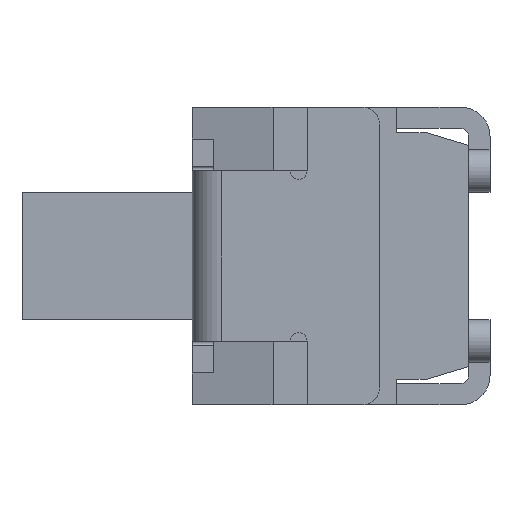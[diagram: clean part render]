
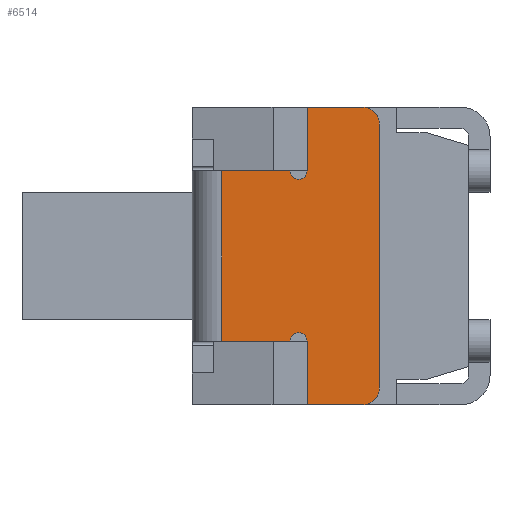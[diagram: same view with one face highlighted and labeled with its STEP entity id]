
A CAD part, left-side view. The second image highlights one B-rep face of the part: STEP entity #6514.
In plain terms, the highlighted planar face has unit normal (-1, 0, 0).
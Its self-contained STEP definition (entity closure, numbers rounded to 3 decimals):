
#62 = VERTEX_POINT ( 'NONE', #8471 ) ;
#101 = DIRECTION ( 'NONE',  ( 0., 0., 1. ) ) ;
#371 = CARTESIAN_POINT ( 'NONE',  ( -4.25, 3.25, 1. ) ) ;
#467 = LINE ( 'NONE', #3267, #6871 ) ;
#629 = LINE ( 'NONE', #2152, #5275 ) ;
#710 = VERTEX_POINT ( 'NONE', #1715 ) ;
#720 = CARTESIAN_POINT ( 'NONE',  ( -4.25, 2.15, 0. ) ) ;
#825 = CARTESIAN_POINT ( 'NONE',  ( -4.25, 1.5, 1.55 ) ) ;
#839 = AXIS2_PLACEMENT_3D ( 'NONE', #5179, #1898, #3186 ) ;
#868 = VERTEX_POINT ( 'NONE', #8515 ) ;
#900 = CARTESIAN_POINT ( 'NONE',  ( -4.25, 3.15, 1. ) ) ;
#938 = CIRCLE ( 'NONE', #5681, 0.2 ) ;
#952 = AXIS2_PLACEMENT_3D ( 'NONE', #6299, #6961, #6987 ) ;
#1195 = ORIENTED_EDGE ( 'NONE', *, *, #4374, .F. ) ;
#1228 = VECTOR ( 'NONE', #4645, 1000. ) ;
#1271 = VERTEX_POINT ( 'NONE', #3274 ) ;
#1446 = CARTESIAN_POINT ( 'NONE',  ( -4.25, 2.15, 1. ) ) ;
#1477 = VECTOR ( 'NONE', #2109, 1000. ) ;
#1531 = CARTESIAN_POINT ( 'NONE',  ( -4.25, 2.15, 0. ) ) ;
#1554 = VERTEX_POINT ( 'NONE', #7609 ) ;
#1619 = EDGE_CURVE ( 'NONE', #62, #5697, #3637, .T. ) ;
#1646 = ORIENTED_EDGE ( 'NONE', *, *, #4594, .T. ) ;
#1715 = CARTESIAN_POINT ( 'NONE',  ( -4.25, 2.15, -1.75 ) ) ;
#1720 = AXIS2_PLACEMENT_3D ( 'NONE', #7587, #3589, #7529 ) ;
#1826 = CARTESIAN_POINT ( 'NONE',  ( -4.25, 1.3, -1.55 ) ) ;
#1898 = DIRECTION ( 'NONE',  ( 1., 0., 0. ) ) ;
#1995 = ORIENTED_EDGE ( 'NONE', *, *, #7871, .F. ) ;
#2109 = DIRECTION ( 'NONE',  ( 0., 0., 1. ) ) ;
#2120 = DIRECTION ( 'NONE',  ( 0., 1., 0. ) ) ;
#2152 = CARTESIAN_POINT ( 'NONE',  ( -4.25, 0., 1.75 ) ) ;
#2187 = CARTESIAN_POINT ( 'NONE',  ( -4.25, 2.35, -1. ) ) ;
#2265 = EDGE_CURVE ( 'NONE', #7857, #6737, #2687, .T. ) ;
#2353 = VERTEX_POINT ( 'NONE', #1446 ) ;
#2383 = ORIENTED_EDGE ( 'NONE', *, *, #8189, .F. ) ;
#2619 = DIRECTION ( 'NONE',  ( -1., 0., 0. ) ) ;
#2635 = LINE ( 'NONE', #4703, #7291 ) ;
#2646 = DIRECTION ( 'NONE',  ( 0., -1., 0. ) ) ;
#2665 = DIRECTION ( 'NONE',  ( 0., 0., -1. ) ) ;
#2687 = LINE ( 'NONE', #8028, #1228 ) ;
#2789 = DIRECTION ( 'NONE',  ( 0., -1., 0. ) ) ;
#3146 = EDGE_CURVE ( 'NONE', #6737, #1554, #7937, .T. ) ;
#3186 = DIRECTION ( 'NONE',  ( 0., 1., 0. ) ) ;
#3267 = CARTESIAN_POINT ( 'NONE',  ( -4.25, 1.3, 0. ) ) ;
#3274 = CARTESIAN_POINT ( 'NONE',  ( -4.25, 1.5, 1.75 ) ) ;
#3547 = VERTEX_POINT ( 'NONE', #4566 ) ;
#3589 = DIRECTION ( 'NONE',  ( -1., 0., 0. ) ) ;
#3637 = CIRCLE ( 'NONE', #952, 0.2 ) ;
#3686 = ORIENTED_EDGE ( 'NONE', *, *, #7081, .F. ) ;
#3978 = LINE ( 'NONE', #5819, #8305 ) ;
#3979 = ORIENTED_EDGE ( 'NONE', *, *, #7797, .F. ) ;
#4115 = DIRECTION ( 'NONE',  ( -1., 0., 0. ) ) ;
#4142 = FACE_OUTER_BOUND ( 'NONE', #6883, .T. ) ;
#4374 = EDGE_CURVE ( 'NONE', #2353, #7021, #5161, .T. ) ;
#4476 = LINE ( 'NONE', #720, #1477 ) ;
#4525 = ORIENTED_EDGE ( 'NONE', *, *, #6682, .F. ) ;
#4566 = CARTESIAN_POINT ( 'NONE',  ( -4.25, 1.3, 1.55 ) ) ;
#4594 = EDGE_CURVE ( 'NONE', #3547, #1271, #938, .T. ) ;
#4645 = DIRECTION ( 'NONE',  ( 0., 0., 1. ) ) ;
#4703 = CARTESIAN_POINT ( 'NONE',  ( -4.25, 0., -1.75 ) ) ;
#4849 = DIRECTION ( 'NONE',  ( 0., -1., 0. ) ) ;
#4943 = DIRECTION ( 'NONE',  ( 0., -1., 0. ) ) ;
#5161 = LINE ( 'NONE', #1531, #6298 ) ;
#5179 = CARTESIAN_POINT ( 'NONE',  ( -4.25, 0., 0. ) ) ;
#5218 = CARTESIAN_POINT ( 'NONE',  ( -4.25, 2.25, -1. ) ) ;
#5262 = EDGE_CURVE ( 'NONE', #1554, #2353, #6491, .T. ) ;
#5275 = VECTOR ( 'NONE', #4849, 1000. ) ;
#5681 = AXIS2_PLACEMENT_3D ( 'NONE', #825, #4115, #2789 ) ;
#5697 = VERTEX_POINT ( 'NONE', #1826 ) ;
#5819 = CARTESIAN_POINT ( 'NONE',  ( -4.25, 2.25, -1. ) ) ;
#6043 = ORIENTED_EDGE ( 'NONE', *, *, #1619, .T. ) ;
#6267 = CIRCLE ( 'NONE', #6869, 0.1 ) ;
#6298 = VECTOR ( 'NONE', #101, 1000. ) ;
#6299 = CARTESIAN_POINT ( 'NONE',  ( -4.25, 1.5, -1.55 ) ) ;
#6437 = ORIENTED_EDGE ( 'NONE', *, *, #8463, .F. ) ;
#6451 = CARTESIAN_POINT ( 'NONE',  ( -4.25, 2.15, 1.75 ) ) ;
#6491 = CIRCLE ( 'NONE', #1720, 0.1 ) ;
#6514 = ADVANCED_FACE ( 'NONE', ( #4142 ), #7147, .F. ) ;
#6671 = CARTESIAN_POINT ( 'NONE',  ( -4.25, 3.15, -1. ) ) ;
#6682 = EDGE_CURVE ( 'NONE', #7021, #1271, #629, .T. ) ;
#6737 = VERTEX_POINT ( 'NONE', #900 ) ;
#6869 = AXIS2_PLACEMENT_3D ( 'NONE', #5218, #2619, #2646 ) ;
#6871 = VECTOR ( 'NONE', #2665, 1000. ) ;
#6883 = EDGE_LOOP ( 'NONE', ( #2383, #3686, #6437, #1995, #6043, #3979, #1646, #4525, #1195, #7304, #7200, #8365 ) ) ;
#6907 = VECTOR ( 'NONE', #4943, 1000. ) ;
#6961 = DIRECTION ( 'NONE',  ( -1., 0., 0. ) ) ;
#6987 = DIRECTION ( 'NONE',  ( 0., -1., 0. ) ) ;
#7021 = VERTEX_POINT ( 'NONE', #6451 ) ;
#7081 = EDGE_CURVE ( 'NONE', #868, #7970, #6267, .T. ) ;
#7147 = PLANE ( 'NONE',  #839 ) ;
#7200 = ORIENTED_EDGE ( 'NONE', *, *, #3146, .F. ) ;
#7291 = VECTOR ( 'NONE', #2120, 1000. ) ;
#7304 = ORIENTED_EDGE ( 'NONE', *, *, #5262, .F. ) ;
#7529 = DIRECTION ( 'NONE',  ( 0., -1., 0. ) ) ;
#7587 = CARTESIAN_POINT ( 'NONE',  ( -4.25, 2.25, 1. ) ) ;
#7609 = CARTESIAN_POINT ( 'NONE',  ( -4.25, 2.35, 1. ) ) ;
#7797 = EDGE_CURVE ( 'NONE', #3547, #5697, #467, .T. ) ;
#7857 = VERTEX_POINT ( 'NONE', #6671 ) ;
#7871 = EDGE_CURVE ( 'NONE', #62, #710, #2635, .T. ) ;
#7937 = LINE ( 'NONE', #371, #6907 ) ;
#7970 = VERTEX_POINT ( 'NONE', #2187 ) ;
#8028 = CARTESIAN_POINT ( 'NONE',  ( -4.25, 3.15, 1. ) ) ;
#8189 = EDGE_CURVE ( 'NONE', #7970, #7857, #3978, .T. ) ;
#8305 = VECTOR ( 'NONE', #8521, 1000. ) ;
#8365 = ORIENTED_EDGE ( 'NONE', *, *, #2265, .F. ) ;
#8463 = EDGE_CURVE ( 'NONE', #710, #868, #4476, .T. ) ;
#8471 = CARTESIAN_POINT ( 'NONE',  ( -4.25, 1.5, -1.75 ) ) ;
#8515 = CARTESIAN_POINT ( 'NONE',  ( -4.25, 2.15, -1. ) ) ;
#8521 = DIRECTION ( 'NONE',  ( 0., 1., 0. ) ) ;
